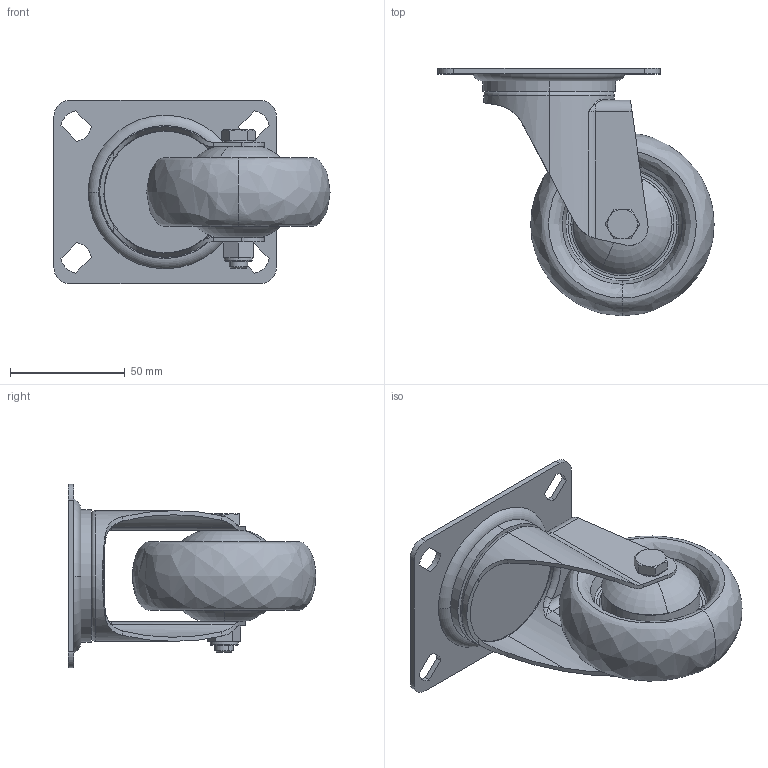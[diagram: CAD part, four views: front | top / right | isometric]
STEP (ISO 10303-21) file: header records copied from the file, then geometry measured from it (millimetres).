
FILE_DESCRIPTION (( 'STEP AP214' ), '1' );
FILE_NAME ('0034026.step', '2021-05-27T09:56:11', ( 'Windows-Benutzer' ), ( '' ), 'SwSTEP 2.0', 'SolidWorks 2020', '' );
FILE_SCHEMA (( 'AUTOMOTIVE_DESIGN' ));
Length unit declared in the file: millimetre
Products named in the file (1): 0034026
Bounding box: 120.5 x 107.99 x 80 mm (x, y, z)
Volume: 166897 mm3; surface area: 84617.7 mm2
Topology: 8 solids, 8 shells, 247 faces, 572 edges, 356 vertices
Faces by surface type: plane 77, cylinder 68, torus 46, cone 34, bspline 22
Entity records: 10454 total; most frequent: CARTESIAN_POINT 1974, DIRECTION 1260, ORIENTED_EDGE 1136, EDGE_CURVE 568, AXIS2_PLACEMENT_3D 534, VERTEX_POINT 356, CIRCLE 308, EDGE_LOOP 288
